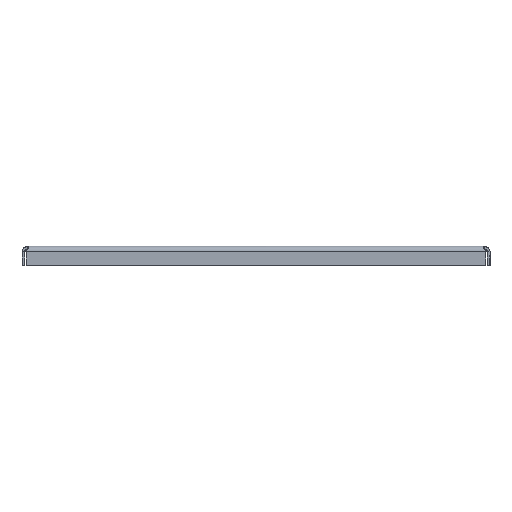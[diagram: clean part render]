
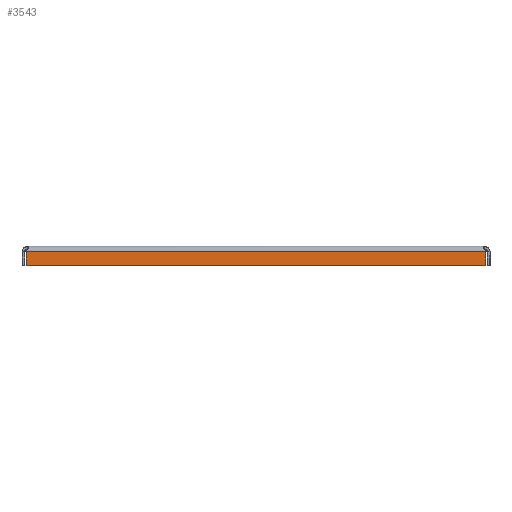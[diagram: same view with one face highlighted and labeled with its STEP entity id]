
A CAD part, top view. The second image highlights one B-rep face of the part: STEP entity #3543.
In plain terms, the highlighted planar face has unit normal (0, 0, 1).
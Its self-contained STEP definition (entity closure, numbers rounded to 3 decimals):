
#331 = VERTEX_POINT ( 'NONE', #2700 ) ;
#332 = VECTOR ( 'NONE', #2974, 1000. ) ;
#354 = ORIENTED_EDGE ( 'NONE', *, *, #3240, .F. ) ;
#477 = CARTESIAN_POINT ( 'NONE',  ( 0., -3., 100. ) ) ;
#496 = CARTESIAN_POINT ( 'NONE',  ( -121.346, -3., 100. ) ) ;
#625 = VERTEX_POINT ( 'NONE', #496 ) ;
#780 = CARTESIAN_POINT ( 'NONE',  ( 121.346, -10., 100. ) ) ;
#812 = ORIENTED_EDGE ( 'NONE', *, *, #3838, .F. ) ;
#867 = FACE_OUTER_BOUND ( 'NONE', #3005, .T. ) ;
#1080 = LINE ( 'NONE', #477, #332 ) ;
#1215 = VERTEX_POINT ( 'NONE', #780 ) ;
#1766 = VECTOR ( 'NONE', #2114, 1000. ) ;
#1837 = CARTESIAN_POINT ( 'NONE',  ( -121.346, 0.846, 100. ) ) ;
#1870 = CARTESIAN_POINT ( 'NONE',  ( 0., 97.193, 100. ) ) ;
#2080 = VECTOR ( 'NONE', #3426, 1000. ) ;
#2101 = EDGE_CURVE ( 'NONE', #2300, #625, #3400, .T. ) ;
#2114 = DIRECTION ( 'NONE',  ( 0., -1., 0. ) ) ;
#2300 = VERTEX_POINT ( 'NONE', #3563 ) ;
#2700 = CARTESIAN_POINT ( 'NONE',  ( 121.346, -3., 100. ) ) ;
#2718 = VECTOR ( 'NONE', #3086, 1000. ) ;
#2782 = PLANE ( 'NONE',  #3336 ) ;
#2974 = DIRECTION ( 'NONE',  ( -1., 0., 0. ) ) ;
#2994 = CARTESIAN_POINT ( 'NONE',  ( -121.346, -10., 100. ) ) ;
#3005 = EDGE_LOOP ( 'NONE', ( #354, #3515, #3848, #812 ) ) ;
#3085 = CARTESIAN_POINT ( 'NONE',  ( 121.346, 0.846, 100. ) ) ;
#3086 = DIRECTION ( 'NONE',  ( 0., 1., 0. ) ) ;
#3240 = EDGE_CURVE ( 'NONE', #331, #1215, #3659, .T. ) ;
#3336 = AXIS2_PLACEMENT_3D ( 'NONE', #1870, #4005, #3705 ) ;
#3400 = LINE ( 'NONE', #1837, #2718 ) ;
#3426 = DIRECTION ( 'NONE',  ( -1., 0., 0. ) ) ;
#3515 = ORIENTED_EDGE ( 'NONE', *, *, #3518, .T. ) ;
#3518 = EDGE_CURVE ( 'NONE', #331, #625, #1080, .T. ) ;
#3543 = ADVANCED_FACE ( 'NONE', ( #867 ), #2782, .T. ) ;
#3563 = CARTESIAN_POINT ( 'NONE',  ( -121.346, -10., 100. ) ) ;
#3659 = LINE ( 'NONE', #3085, #1766 ) ;
#3705 = DIRECTION ( 'NONE',  ( 0., -1., 0. ) ) ;
#3838 = EDGE_CURVE ( 'NONE', #1215, #2300, #3914, .T. ) ;
#3848 = ORIENTED_EDGE ( 'NONE', *, *, #2101, .F. ) ;
#3914 = LINE ( 'NONE', #2994, #2080 ) ;
#4005 = DIRECTION ( 'NONE',  ( 0., 0., 1. ) ) ;
